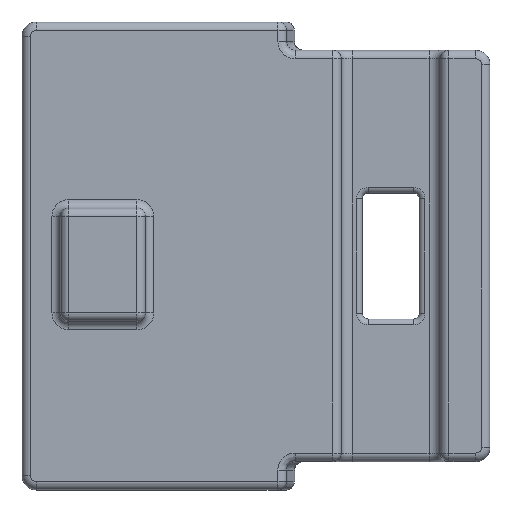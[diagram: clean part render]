
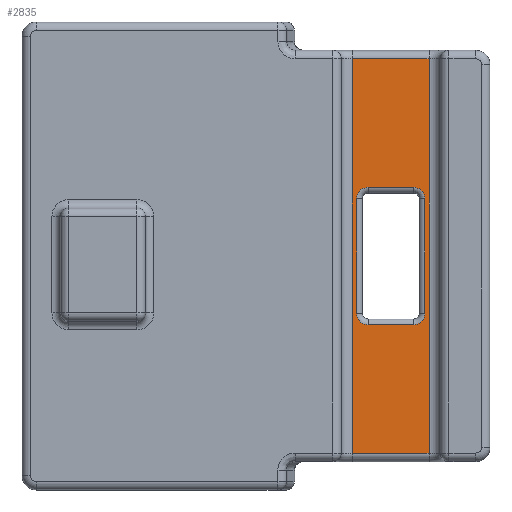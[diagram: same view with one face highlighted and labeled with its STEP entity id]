
A CAD part, top view. The second image highlights one B-rep face of the part: STEP entity #2835.
In plain terms, the highlighted planar face has unit normal (0, 0, 1).
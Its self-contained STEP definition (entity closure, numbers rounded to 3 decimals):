
#29 = VERTEX_POINT ( 'NONE', #1031 ) ;
#107 = ORIENTED_EDGE ( 'NONE', *, *, #1601, .F. ) ;
#112 = CARTESIAN_POINT ( 'NONE',  ( 61.05, -69.55, 5. ) ) ;
#157 = EDGE_CURVE ( 'NONE', #436, #2294, #4361, .T. ) ;
#198 = LINE ( 'NONE', #4837, #4174 ) ;
#365 = CIRCLE ( 'NONE', #2377, 4. ) ;
#414 = CARTESIAN_POINT ( 'NONE',  ( 55.55, 20.245, 5. ) ) ;
#436 = VERTEX_POINT ( 'NONE', #3818 ) ;
#503 = LINE ( 'NONE', #3440, #3823 ) ;
#507 = EDGE_CURVE ( 'NONE', #1654, #1730, #2845, .T. ) ;
#589 = VERTEX_POINT ( 'NONE', #2834 ) ;
#599 = FACE_OUTER_BOUND ( 'NONE', #2926, .T. ) ;
#621 = EDGE_CURVE ( 'NONE', #589, #2294, #3218, .T. ) ;
#719 = CARTESIAN_POINT ( 'NONE',  ( 35.55, -82.55, 5. ) ) ;
#814 = LINE ( 'NONE', #2485, #2983 ) ;
#871 = CARTESIAN_POINT ( 'NONE',  ( 39.55, -24.245, 5. ) ) ;
#874 = VECTOR ( 'NONE', #2853, 1000. ) ;
#910 = VECTOR ( 'NONE', #4011, 1000. ) ;
#1031 = CARTESIAN_POINT ( 'NONE',  ( 59.55, -20.245, 5. ) ) ;
#1116 = VERTEX_POINT ( 'NONE', #3261 ) ;
#1201 = CIRCLE ( 'NONE', #2605, 4. ) ;
#1226 = EDGE_LOOP ( 'NONE', ( #1878, #3103, #107, #2330, #2489, #4044, #2573, #1793 ) ) ;
#1366 = DIRECTION ( 'NONE',  ( 0., 0., 1. ) ) ;
#1376 = DIRECTION ( 'NONE',  ( -1., 0., 0. ) ) ;
#1395 = CARTESIAN_POINT ( 'NONE',  ( 30.05, -82.55, 5. ) ) ;
#1457 = EDGE_CURVE ( 'NONE', #1116, #1475, #814, .T. ) ;
#1469 = ORIENTED_EDGE ( 'NONE', *, *, #4258, .T. ) ;
#1475 = VERTEX_POINT ( 'NONE', #871 ) ;
#1522 = VERTEX_POINT ( 'NONE', #112 ) ;
#1601 = EDGE_CURVE ( 'NONE', #1116, #29, #365, .T. ) ;
#1625 = ORIENTED_EDGE ( 'NONE', *, *, #507, .T. ) ;
#1654 = VERTEX_POINT ( 'NONE', #4016 ) ;
#1730 = VERTEX_POINT ( 'NONE', #3988 ) ;
#1791 = CARTESIAN_POINT ( 'NONE',  ( 55.55, 24.245, 5. ) ) ;
#1793 = ORIENTED_EDGE ( 'NONE', *, *, #621, .T. ) ;
#1878 = ORIENTED_EDGE ( 'NONE', *, *, #157, .F. ) ;
#2031 = VERTEX_POINT ( 'NONE', #2313 ) ;
#2160 = DIRECTION ( 'NONE',  ( -1., 0., 0. ) ) ;
#2174 = AXIS2_PLACEMENT_3D ( 'NONE', #414, #5044, #1376 ) ;
#2216 = CARTESIAN_POINT ( 'NONE',  ( 35.55, 20.245, 5. ) ) ;
#2294 = VERTEX_POINT ( 'NONE', #1791 ) ;
#2310 = DIRECTION ( 'NONE',  ( 0., 1., 0. ) ) ;
#2313 = CARTESIAN_POINT ( 'NONE',  ( 35.55, -20.245, 5. ) ) ;
#2330 = ORIENTED_EDGE ( 'NONE', *, *, #1457, .T. ) ;
#2332 = AXIS2_PLACEMENT_3D ( 'NONE', #1395, #2604, #2160 ) ;
#2339 = CARTESIAN_POINT ( 'NONE',  ( 30.05, 24.245, 5. ) ) ;
#2377 = AXIS2_PLACEMENT_3D ( 'NONE', #5119, #1366, #3043 ) ;
#2456 = DIRECTION ( 'NONE',  ( 0., 0., 1. ) ) ;
#2485 = CARTESIAN_POINT ( 'NONE',  ( 30.05, -24.245, 5. ) ) ;
#2489 = ORIENTED_EDGE ( 'NONE', *, *, #3494, .F. ) ;
#2573 = ORIENTED_EDGE ( 'NONE', *, *, #4872, .F. ) ;
#2597 = VECTOR ( 'NONE', #3100, 1000. ) ;
#2604 = DIRECTION ( 'NONE',  ( 0., 0., -1. ) ) ;
#2605 = AXIS2_PLACEMENT_3D ( 'NONE', #3354, #3272, #4146 ) ;
#2701 = VECTOR ( 'NONE', #4598, 1000. ) ;
#2749 = CARTESIAN_POINT ( 'NONE',  ( 61.05, 72.55, 5. ) ) ;
#2750 = VERTEX_POINT ( 'NONE', #3071 ) ;
#2822 = EDGE_CURVE ( 'NONE', #2750, #1654, #3885, .T. ) ;
#2834 = CARTESIAN_POINT ( 'NONE',  ( 39.55, 24.245, 5. ) ) ;
#2835 = ADVANCED_FACE ( 'NONE', ( #4720, #599 ), #4772, .F. ) ;
#2843 = VERTEX_POINT ( 'NONE', #2216 ) ;
#2845 = LINE ( 'NONE', #5032, #2701 ) ;
#2853 = DIRECTION ( 'NONE',  ( 0., 1., 0. ) ) ;
#2926 = EDGE_LOOP ( 'NONE', ( #1469, #4273, #1625, #4526 ) ) ;
#2983 = VECTOR ( 'NONE', #3775, 1000. ) ;
#3043 = DIRECTION ( 'NONE',  ( -1., 0., 0. ) ) ;
#3071 = CARTESIAN_POINT ( 'NONE',  ( 61.05, 69.55, 5. ) ) ;
#3100 = DIRECTION ( 'NONE',  ( -1., 0., 0. ) ) ;
#3103 = ORIENTED_EDGE ( 'NONE', *, *, #3794, .T. ) ;
#3215 = LINE ( 'NONE', #2749, #4468 ) ;
#3218 = LINE ( 'NONE', #2339, #910 ) ;
#3261 = CARTESIAN_POINT ( 'NONE',  ( 55.55, -24.245, 5. ) ) ;
#3272 = DIRECTION ( 'NONE',  ( 0., 0., 1. ) ) ;
#3322 = CIRCLE ( 'NONE', #4464, 4. ) ;
#3354 = CARTESIAN_POINT ( 'NONE',  ( 39.55, -20.245, 5. ) ) ;
#3440 = CARTESIAN_POINT ( 'NONE',  ( 61.05, -69.55, 5. ) ) ;
#3494 = EDGE_CURVE ( 'NONE', #2031, #1475, #1201, .T. ) ;
#3733 = EDGE_CURVE ( 'NONE', #1730, #1522, #503, .T. ) ;
#3775 = DIRECTION ( 'NONE',  ( -1., 0., 0. ) ) ;
#3794 = EDGE_CURVE ( 'NONE', #436, #29, #198, .T. ) ;
#3818 = CARTESIAN_POINT ( 'NONE',  ( 59.55, 20.245, 5. ) ) ;
#3823 = VECTOR ( 'NONE', #5239, 1000. ) ;
#3885 = LINE ( 'NONE', #3911, #2597 ) ;
#3911 = CARTESIAN_POINT ( 'NONE',  ( 34.05, 69.55, 5. ) ) ;
#3966 = EDGE_CURVE ( 'NONE', #2031, #2843, #5321, .T. ) ;
#3988 = CARTESIAN_POINT ( 'NONE',  ( 34.05, -69.55, 5. ) ) ;
#4011 = DIRECTION ( 'NONE',  ( 1., 0., 0. ) ) ;
#4016 = CARTESIAN_POINT ( 'NONE',  ( 34.05, 69.55, 5. ) ) ;
#4044 = ORIENTED_EDGE ( 'NONE', *, *, #3966, .T. ) ;
#4101 = CARTESIAN_POINT ( 'NONE',  ( 39.55, 20.245, 5. ) ) ;
#4146 = DIRECTION ( 'NONE',  ( -1., 0., 0. ) ) ;
#4174 = VECTOR ( 'NONE', #5291, 1000. ) ;
#4258 = EDGE_CURVE ( 'NONE', #1522, #2750, #3215, .T. ) ;
#4273 = ORIENTED_EDGE ( 'NONE', *, *, #2822, .T. ) ;
#4361 = CIRCLE ( 'NONE', #2174, 4. ) ;
#4464 = AXIS2_PLACEMENT_3D ( 'NONE', #4101, #2456, #4929 ) ;
#4468 = VECTOR ( 'NONE', #2310, 1000. ) ;
#4526 = ORIENTED_EDGE ( 'NONE', *, *, #3733, .T. ) ;
#4598 = DIRECTION ( 'NONE',  ( 0., -1., 0. ) ) ;
#4720 = FACE_BOUND ( 'NONE', #1226, .T. ) ;
#4772 = PLANE ( 'NONE',  #2332 ) ;
#4837 = CARTESIAN_POINT ( 'NONE',  ( 59.55, -82.55, 5. ) ) ;
#4872 = EDGE_CURVE ( 'NONE', #589, #2843, #3322, .T. ) ;
#4929 = DIRECTION ( 'NONE',  ( -1., 0., 0. ) ) ;
#5032 = CARTESIAN_POINT ( 'NONE',  ( 34.05, -72.55, 5. ) ) ;
#5044 = DIRECTION ( 'NONE',  ( 0., 0., 1. ) ) ;
#5119 = CARTESIAN_POINT ( 'NONE',  ( 55.55, -20.245, 5. ) ) ;
#5239 = DIRECTION ( 'NONE',  ( 1., 0., 0. ) ) ;
#5291 = DIRECTION ( 'NONE',  ( 0., -1., 0. ) ) ;
#5321 = LINE ( 'NONE', #719, #874 ) ;
